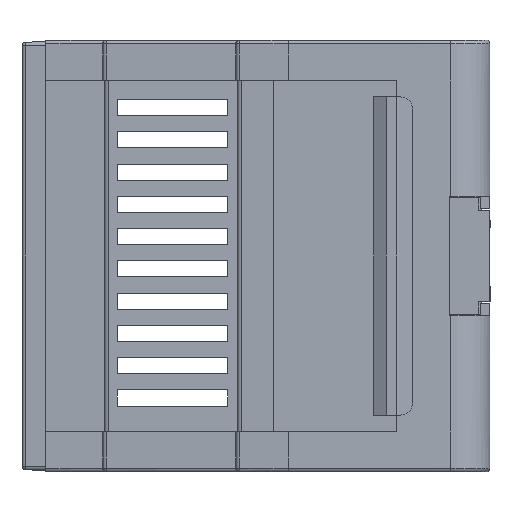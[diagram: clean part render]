
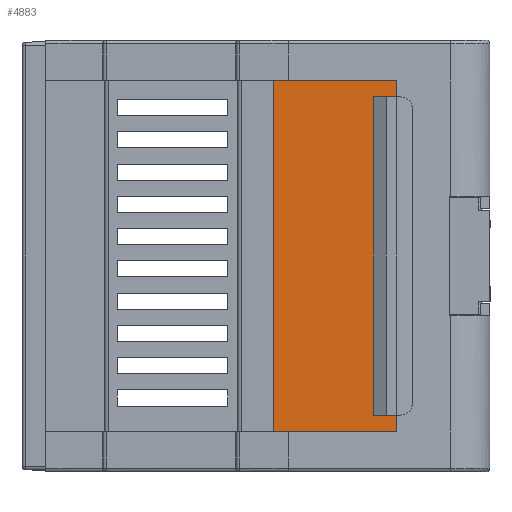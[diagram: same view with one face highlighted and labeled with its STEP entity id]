
A CAD part, left-side view. The second image highlights one B-rep face of the part: STEP entity #4883.
In plain terms, the highlighted planar face has unit normal (-1, 0, 0).
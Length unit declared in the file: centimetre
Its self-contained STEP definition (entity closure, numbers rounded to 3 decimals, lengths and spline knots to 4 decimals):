
#89 = CARTESIAN_POINT ( 'NONE',  ( -4.4702, 0., -4.646 ) ) ;
#320 = DIRECTION ( 'NONE',  ( 0., 1., 0. ) ) ;
#367 = DIRECTION ( 'NONE',  ( 0., 0., -1. ) ) ;
#571 = VERTEX_POINT ( 'NONE', #8658 ) ;
#675 = VECTOR ( 'NONE', #21008, 100. ) ;
#972 = VERTEX_POINT ( 'NONE', #89 ) ;
#1509 = CARTESIAN_POINT ( 'NONE',  ( -4.4702, 0., -0.04 ) ) ;
#1608 = DIRECTION ( 'NONE',  ( 0., 0., -1. ) ) ;
#1678 = VERTEX_POINT ( 'NONE', #5688 ) ;
#1682 = CARTESIAN_POINT ( 'NONE',  ( -4.4702, 1.5192, -5.31 ) ) ;
#1928 = CARTESIAN_POINT ( 'NONE',  ( -4.4702, 1.5192, -4.85 ) ) ;
#1968 = EDGE_CURVE ( 'NONE', #13376, #4899, #6594, .T. ) ;
#2057 = ORIENTED_EDGE ( 'NONE', *, *, #2506, .T. ) ;
#2335 = LINE ( 'NONE', #17992, #4094 ) ;
#2349 = ORIENTED_EDGE ( 'NONE', *, *, #17572, .T. ) ;
#2506 = EDGE_CURVE ( 'NONE', #28340, #25007, #2335, .T. ) ;
#2523 = ORIENTED_EDGE ( 'NONE', *, *, #15999, .F. ) ;
#2535 = CARTESIAN_POINT ( 'NONE',  ( -4.4702, 0., -5.31 ) ) ;
#2565 = CARTESIAN_POINT ( 'NONE',  ( -4.4702, 0., -4.646 ) ) ;
#2834 = CARTESIAN_POINT ( 'NONE',  ( -4.4702, 1.3392, -4.85 ) ) ;
#3118 = FACE_OUTER_BOUND ( 'NONE', #27476, .T. ) ;
#3762 = DIRECTION ( 'NONE',  ( 0., 1., 0. ) ) ;
#3938 = DIRECTION ( 'NONE',  ( 0., 0., 1. ) ) ;
#4094 = VECTOR ( 'NONE', #15665, 100. ) ;
#4482 = LINE ( 'NONE', #2565, #26404 ) ;
#4852 = DIRECTION ( 'NONE',  ( 0., -1., 0. ) ) ;
#4883 = ADVANCED_FACE ( 'NONE', ( #3118 ), #27562, .F. ) ;
#4899 = VERTEX_POINT ( 'NONE', #2834 ) ;
#5688 = CARTESIAN_POINT ( 'NONE',  ( -4.4702, 0., -0.704 ) ) ;
#5812 = VECTOR ( 'NONE', #25738, 100. ) ;
#6281 = ORIENTED_EDGE ( 'NONE', *, *, #7904, .T. ) ;
#6594 = LINE ( 'NONE', #11230, #24646 ) ;
#6690 = LINE ( 'NONE', #18813, #675 ) ;
#6876 = ORIENTED_EDGE ( 'NONE', *, *, #24317, .F. ) ;
#7904 = EDGE_CURVE ( 'NONE', #571, #28340, #10612, .T. ) ;
#7957 = LINE ( 'NONE', #12116, #5812 ) ;
#8044 = CARTESIAN_POINT ( 'NONE',  ( -4.4702, 0.2822, -4.646 ) ) ;
#8658 = CARTESIAN_POINT ( 'NONE',  ( -4.4702, 0., -0.5 ) ) ;
#9201 = LINE ( 'NONE', #1682, #13111 ) ;
#10498 = VECTOR ( 'NONE', #26493, 100. ) ;
#10612 = LINE ( 'NONE', #26304, #27210 ) ;
#11179 = CARTESIAN_POINT ( 'NONE',  ( -4.4702, 0.2822, -0.704 ) ) ;
#11230 = CARTESIAN_POINT ( 'NONE',  ( -4.4702, 0., -4.85 ) ) ;
#11654 = DIRECTION ( 'NONE',  ( 1., 0., 0. ) ) ;
#11869 = ORIENTED_EDGE ( 'NONE', *, *, #1968, .F. ) ;
#12116 = CARTESIAN_POINT ( 'NONE',  ( -4.4702, 0., -5.31 ) ) ;
#12645 = LINE ( 'NONE', #12755, #13046 ) ;
#12679 = CARTESIAN_POINT ( 'NONE',  ( -4.4702, 0.2822, -0.704 ) ) ;
#12755 = CARTESIAN_POINT ( 'NONE',  ( -4.4702, 0., -4.85 ) ) ;
#13046 = VECTOR ( 'NONE', #17007, 100. ) ;
#13111 = VECTOR ( 'NONE', #3938, 100. ) ;
#13361 = EDGE_CURVE ( 'NONE', #20667, #15111, #23226, .T. ) ;
#13376 = VERTEX_POINT ( 'NONE', #26792 ) ;
#13455 = ORIENTED_EDGE ( 'NONE', *, *, #14152, .F. ) ;
#14152 = EDGE_CURVE ( 'NONE', #15111, #972, #4482, .T. ) ;
#14285 = VECTOR ( 'NONE', #1608, 100. ) ;
#14965 = EDGE_CURVE ( 'NONE', #1678, #571, #7957, .T. ) ;
#15111 = VERTEX_POINT ( 'NONE', #8044 ) ;
#15615 = CARTESIAN_POINT ( 'NONE',  ( -4.4702, 1.5192, -0.5 ) ) ;
#15665 = DIRECTION ( 'NONE',  ( 0., 1., 0. ) ) ;
#15999 = EDGE_CURVE ( 'NONE', #972, #13376, #20252, .T. ) ;
#16880 = ORIENTED_EDGE ( 'NONE', *, *, #26133, .F. ) ;
#17007 = DIRECTION ( 'NONE',  ( 0., 1., 0. ) ) ;
#17572 = EDGE_CURVE ( 'NONE', #20667, #1678, #6690, .T. ) ;
#17992 = CARTESIAN_POINT ( 'NONE',  ( -4.4702, 0., -0.5 ) ) ;
#18813 = CARTESIAN_POINT ( 'NONE',  ( -4.4702, 0., -0.704 ) ) ;
#20252 = LINE ( 'NONE', #1509, #14285 ) ;
#20539 = AXIS2_PLACEMENT_3D ( 'NONE', #2535, #11654, #367 ) ;
#20667 = VERTEX_POINT ( 'NONE', #11179 ) ;
#21008 = DIRECTION ( 'NONE',  ( 0., -1., 0. ) ) ;
#21642 = ORIENTED_EDGE ( 'NONE', *, *, #14965, .T. ) ;
#23226 = LINE ( 'NONE', #12679, #10498 ) ;
#23291 = ORIENTED_EDGE ( 'NONE', *, *, #13361, .F. ) ;
#24236 = CARTESIAN_POINT ( 'NONE',  ( -4.4702, 1.3392, -0.5 ) ) ;
#24317 = EDGE_CURVE ( 'NONE', #4899, #27097, #12645, .T. ) ;
#24646 = VECTOR ( 'NONE', #320, 100. ) ;
#25007 = VERTEX_POINT ( 'NONE', #15615 ) ;
#25738 = DIRECTION ( 'NONE',  ( 0., 0., 1. ) ) ;
#26133 = EDGE_CURVE ( 'NONE', #27097, #25007, #9201, .T. ) ;
#26304 = CARTESIAN_POINT ( 'NONE',  ( -4.4702, 0., -0.5 ) ) ;
#26404 = VECTOR ( 'NONE', #4852, 100. ) ;
#26493 = DIRECTION ( 'NONE',  ( 0., 0., -1. ) ) ;
#26792 = CARTESIAN_POINT ( 'NONE',  ( -4.4702, 0., -4.85 ) ) ;
#27097 = VERTEX_POINT ( 'NONE', #1928 ) ;
#27210 = VECTOR ( 'NONE', #3762, 100. ) ;
#27476 = EDGE_LOOP ( 'NONE', ( #16880, #6876, #11869, #2523, #13455, #23291, #2349, #21642, #6281, #2057 ) ) ;
#27562 = PLANE ( 'NONE',  #20539 ) ;
#28340 = VERTEX_POINT ( 'NONE', #24236 ) ;
